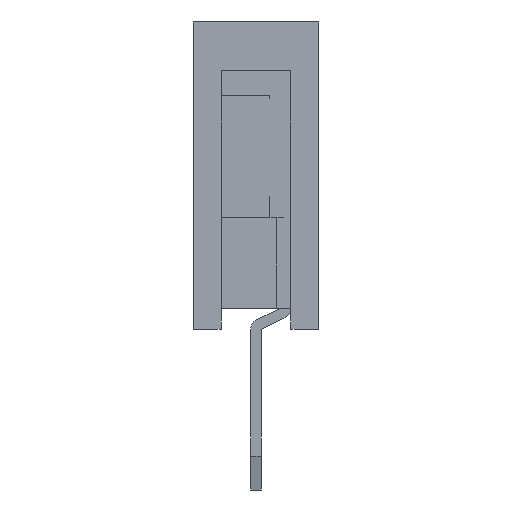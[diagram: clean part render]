
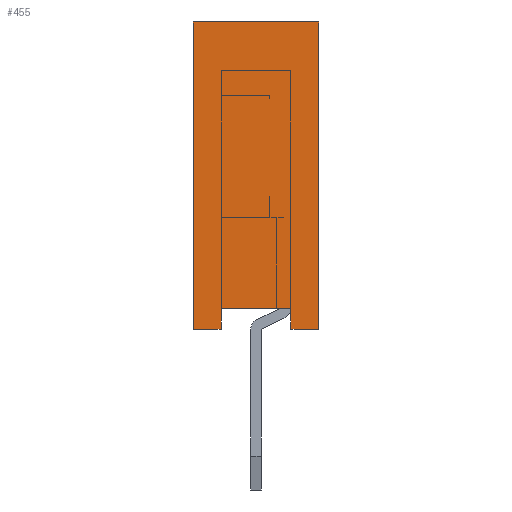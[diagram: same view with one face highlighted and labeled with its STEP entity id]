
A CAD part, left-side view. The second image highlights one B-rep face of the part: STEP entity #455.
In plain terms, the highlighted planar face has unit normal (-1, 0, 0).
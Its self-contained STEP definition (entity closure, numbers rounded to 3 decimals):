
#455=ADVANCED_FACE('',(#18943),#18945,.T.);
#18943=FACE_BOUND('',#18944,.T.);
#18944=EDGE_LOOP('',(#33707,#33708,#33709,#33710,#33711,#33712,#33713,#33714));
#18945=PLANE('',#18946);
#18946=AXIS2_PLACEMENT_3D('',#18947,#18948,#18949);
#18947=CARTESIAN_POINT('',(-0.635,0.9,0.));
#18948=DIRECTION('',(-1.,0.,0.));
#18949=DIRECTION('',(0.,-1.,0.));
#33707=ORIENTED_EDGE('',*,*,#44284,.T.);
#33708=ORIENTED_EDGE('',*,*,#44563,.T.);
#33709=ORIENTED_EDGE('',*,*,#44567,.T.);
#33710=ORIENTED_EDGE('',*,*,#44568,.F.);
#33711=ORIENTED_EDGE('',*,*,#44569,.F.);
#33712=ORIENTED_EDGE('',*,*,#44564,.T.);
#33713=ORIENTED_EDGE('',*,*,#44423,.T.);
#33714=ORIENTED_EDGE('',*,*,#44570,.T.);
#44284=EDGE_CURVE('',#49722,#49719,#49723,.F.);
#44423=EDGE_CURVE('',#50000,#49998,#50001,.F.);
#44563=EDGE_CURVE('',#49719,#50271,#50273,.T.);
#44564=EDGE_CURVE('',#50274,#50000,#50275,.T.);
#44567=EDGE_CURVE('',#50271,#50279,#50280,.T.);
#44568=EDGE_CURVE('',#50281,#50279,#50282,.T.);
#44569=EDGE_CURVE('',#50274,#50281,#50283,.T.);
#44570=EDGE_CURVE('',#49998,#49722,#50284,.T.);
#49719=VERTEX_POINT('',#58603);
#49722=VERTEX_POINT('',#58608);
#49723=LINE('',#58609,#58610);
#49998=VERTEX_POINT('',#59160);
#50000=VERTEX_POINT('',#59164);
#50001=LINE('',#59165,#59166);
#50271=VERTEX_POINT('',#59713);
#50273=LINE('',#59717,#59718);
#50274=VERTEX_POINT('',#59720);
#50275=LINE('',#59721,#59722);
#50279=VERTEX_POINT('',#59731);
#50280=LINE('',#59732,#59733);
#50281=VERTEX_POINT('',#59735);
#50282=LINE('',#59736,#59737);
#50283=LINE('',#59739,#59740);
#50284=LINE('',#59742,#59743);
#58603=CARTESIAN_POINT('',(-0.635,-0.5,0.));
#58608=CARTESIAN_POINT('',(-0.635,-0.5,0.3));
#58609=CARTESIAN_POINT('',(-0.635,-0.5,0.));
#58610=VECTOR('',#58611,1.);
#58611=DIRECTION('',(0.,0.,1.));
#59160=CARTESIAN_POINT('',(-0.635,0.5,0.3));
#59164=CARTESIAN_POINT('',(-0.635,0.5,0.));
#59165=CARTESIAN_POINT('',(-0.635,0.5,0.3));
#59166=VECTOR('',#59167,1.);
#59167=DIRECTION('',(0.,0.,-1.));
#59713=CARTESIAN_POINT('',(-0.635,-0.9,0.));
#59717=CARTESIAN_POINT('',(-0.635,-0.5,0.));
#59718=VECTOR('',#59719,1.);
#59719=DIRECTION('',(0.,-1.,0.));
#59720=CARTESIAN_POINT('',(-0.635,0.9,0.));
#59721=CARTESIAN_POINT('',(-0.635,0.9,0.));
#59722=VECTOR('',#59723,1.);
#59723=DIRECTION('',(0.,-1.,0.));
#59731=CARTESIAN_POINT('',(-0.635,-0.9,4.4));
#59732=CARTESIAN_POINT('',(-0.635,-0.9,0.));
#59733=VECTOR('',#59734,1.);
#59734=DIRECTION('',(0.,0.,1.));
#59735=CARTESIAN_POINT('',(-0.635,0.9,4.4));
#59736=CARTESIAN_POINT('',(-0.635,0.9,4.4));
#59737=VECTOR('',#59738,1.);
#59738=DIRECTION('',(0.,-1.,0.));
#59739=CARTESIAN_POINT('',(-0.635,0.9,0.));
#59740=VECTOR('',#59741,1.);
#59741=DIRECTION('',(0.,0.,1.));
#59742=CARTESIAN_POINT('',(-0.635,0.5,0.3));
#59743=VECTOR('',#59744,1.);
#59744=DIRECTION('',(0.,-1.,0.));
